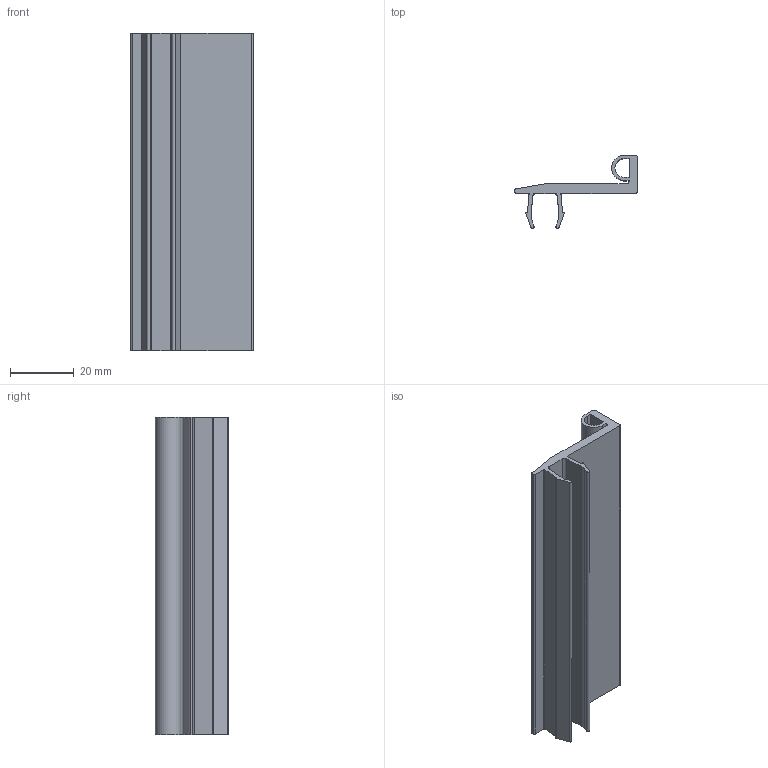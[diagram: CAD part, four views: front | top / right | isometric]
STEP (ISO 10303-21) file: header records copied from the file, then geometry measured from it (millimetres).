
FILE_DESCRIPTION(/* description */ ('STEP AP214'),/* implementation_level */ '2;1');
FILE_NAME(/* name */ '092259',/* time_stamp */ '2023-02-15T11:30:21+01:00',/* author */ ('License CC BY-ND 4.0'),/* organization */ ('CADENAS'),/* preprocessor_version */ 'ST-DEVELOPER v18.102',/* originating_system */ 'PARTsolutions',/* authorisation */ ' ');
FILE_SCHEMA (('AUTOMOTIVE_DESIGN {1 0 10303 214 3 1 1}'));
Length unit declared in the file: millimetre
Products named in the file (1): 092259
Bounding box: 38.5 x 23 x 100 mm (x, y, z)
Volume: 17049.7 mm3; surface area: 17140.5 mm2
Topology: 1 solids, 1 shells, 44 faces, 126 edges, 84 vertices
Faces by surface type: plane 24, cylinder 20
Entity records: 1484 total; most frequent: DIRECTION 256, CARTESIAN_POINT 255, ORIENTED_EDGE 252, EDGE_CURVE 126, LINE 86, VECTOR 86, AXIS2_PLACEMENT_3D 85, VERTEX_POINT 84
